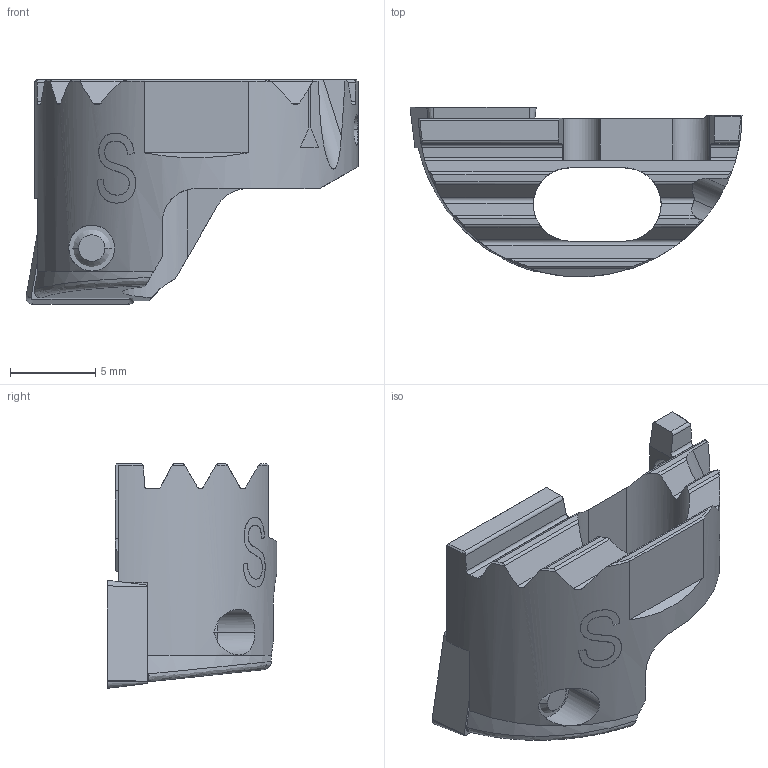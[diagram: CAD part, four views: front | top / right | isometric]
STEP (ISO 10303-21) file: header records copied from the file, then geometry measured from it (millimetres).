
FILE_DESCRIPTION(('no description'),'unknown implementation level');
FILE_NAME('199D2902-87BF-4231-AC53-E4DA34C10E35_export.stp',' ',('CIMSOURCE GmbH'),('CADClick - KiM GmbH - www.kimweb.de'),'unknown preprocess','ACIS','unknown authorization');
FILE_SCHEMA(('automotive_design'));
Length unit declared in the file: millimetre
Products named in the file (3): 639.411 Kaiser 20-26 SW20 CC06 S|654.852 Kaiser CCMT 060204 K20C;Kombinieren1; 639.411 Kaiser 20-26 SW20 CC06 S|639.411 Kaiser 20-26 SW20 CC06 S;Marke; 639.411 Kaiser 20-26 SW20 CC06 S|694.122 Kaiser ETL M2.5x6.5 T7 IP 10S;Kreismuster1
Bounding box: 19.5 x 9.98 x 13.2 mm (x, y, z)
Volume: 787.1 mm3; surface area: 1146.4 mm2
Topology: 3 solids, 3 shells, 200 faces, 540 edges, 349 vertices
Faces by surface type: plane 70, cylinder 62, cone 31, bspline 29, torus 8
Entity records: 15965 total; most frequent: CARTESIAN_POINT 4986, STYLED_ITEM 1092, PRESENTATION_STYLE_ASSIGNMENT 1092, COLOUR_RGB 1092, ORIENTED_EDGE 1080, DIRECTION 947, EDGE_CURVE 540, CURVE_STYLE 540
